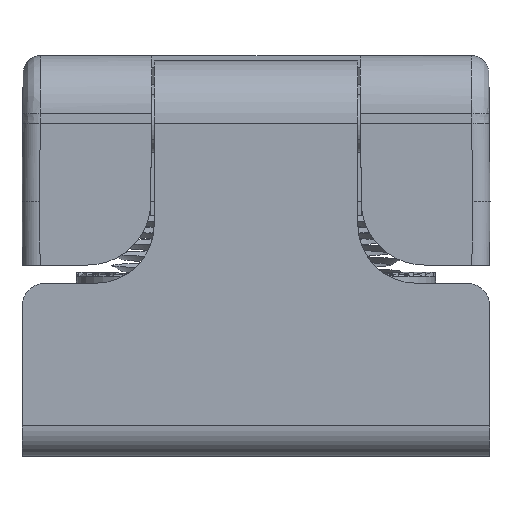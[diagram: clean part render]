
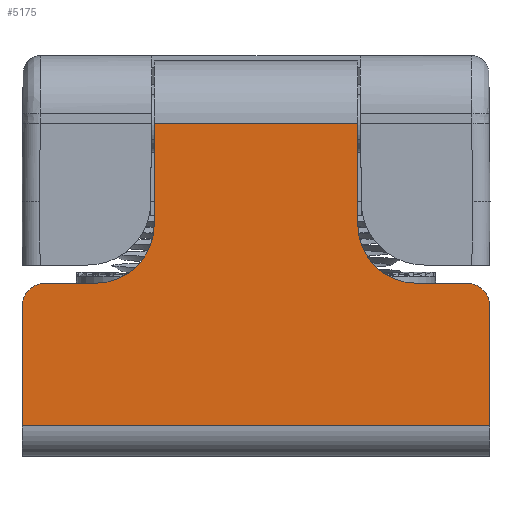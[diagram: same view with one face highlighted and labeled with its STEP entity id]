
A CAD part, left-side view. The second image highlights one B-rep face of the part: STEP entity #5175.
In plain terms, the highlighted planar face has unit normal (-1, 0, 0).
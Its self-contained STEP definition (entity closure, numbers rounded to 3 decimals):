
#23 = ORIENTED_EDGE ( 'NONE', *, *, #12742, .T. ) ;
#99 = ORIENTED_EDGE ( 'NONE', *, *, #3343, .F. ) ;
#105 = CIRCLE ( 'NONE', #4633, 2. ) ;
#142 = DIRECTION ( 'NONE',  ( 0., 0., 1. ) ) ;
#162 = EDGE_CURVE ( 'NONE', #8304, #10631, #11704, .T. ) ;
#163 = CARTESIAN_POINT ( 'NONE',  ( 19.7, -20., -6.95 ) ) ;
#289 = DIRECTION ( 'NONE',  ( 0., 1., 0. ) ) ;
#306 = VERTEX_POINT ( 'NONE', #12643 ) ;
#586 = DIRECTION ( 'NONE',  ( 0., 0., 1. ) ) ;
#615 = CIRCLE ( 'NONE', #8829, 5. ) ;
#625 = DIRECTION ( 'NONE',  ( 0., 0., 1. ) ) ;
#665 = CARTESIAN_POINT ( 'NONE',  ( 19.7, 13.7, -1.95 ) ) ;
#723 = CARTESIAN_POINT ( 'NONE',  ( 19.7, 18., -8.95 ) ) ;
#939 = AXIS2_PLACEMENT_3D ( 'NONE', #3856, #6797, #12683 ) ;
#980 = CARTESIAN_POINT ( 'NONE',  ( 19.7, 8.7, -1.95 ) ) ;
#990 = CARTESIAN_POINT ( 'NONE',  ( 19.7, -18., -6.95 ) ) ;
#1135 = ORIENTED_EDGE ( 'NONE', *, *, #162, .T. ) ;
#1187 = CARTESIAN_POINT ( 'NONE',  ( 19.7, -8.7, -20.95 ) ) ;
#1402 = VECTOR ( 'NONE', #289, 1000. ) ;
#1425 = LINE ( 'NONE', #7338, #5038 ) ;
#1475 = CARTESIAN_POINT ( 'NONE',  ( 19.7, -8.7, 6.7 ) ) ;
#1617 = CARTESIAN_POINT ( 'NONE',  ( 19.7, 13.7, -6.95 ) ) ;
#1774 = CARTESIAN_POINT ( 'NONE',  ( 19.7, 20., -8.95 ) ) ;
#1956 = CARTESIAN_POINT ( 'NONE',  ( 19.7, -20., -19.15 ) ) ;
#2020 = DIRECTION ( 'NONE',  ( 0., 0., 1. ) ) ;
#2260 = EDGE_CURVE ( 'NONE', #10631, #2541, #11881, .T. ) ;
#2359 = CARTESIAN_POINT ( 'NONE',  ( 19.7, 20., -20.95 ) ) ;
#2540 = CARTESIAN_POINT ( 'NONE',  ( 19.7, -20., -6.95 ) ) ;
#2541 = VERTEX_POINT ( 'NONE', #10643 ) ;
#2988 = VECTOR ( 'NONE', #3450, 1000. ) ;
#3047 = EDGE_CURVE ( 'NONE', #10396, #306, #4411, .T. ) ;
#3280 = VECTOR ( 'NONE', #2020, 1000. ) ;
#3343 = EDGE_CURVE ( 'NONE', #12638, #11883, #8954, .T. ) ;
#3378 = AXIS2_PLACEMENT_3D ( 'NONE', #8028, #11240, #625 ) ;
#3450 = DIRECTION ( 'NONE',  ( 0., 0., -1. ) ) ;
#3489 = DIRECTION ( 'NONE',  ( 0., 0., -1. ) ) ;
#3526 = VERTEX_POINT ( 'NONE', #1774 ) ;
#3755 = ORIENTED_EDGE ( 'NONE', *, *, #2260, .T. ) ;
#3856 = CARTESIAN_POINT ( 'NONE',  ( 19.7, -20., -20.95 ) ) ;
#4019 = DIRECTION ( 'NONE',  ( 0., 0., -1. ) ) ;
#4081 = CARTESIAN_POINT ( 'NONE',  ( 19.7, -13.7, -1.95 ) ) ;
#4143 = DIRECTION ( 'NONE',  ( 1., 0., 0. ) ) ;
#4411 = CIRCLE ( 'NONE', #3378, 2. ) ;
#4633 = AXIS2_PLACEMENT_3D ( 'NONE', #723, #10694, #10490 ) ;
#4683 = CARTESIAN_POINT ( 'NONE',  ( 19.7, -8.7, 6.7 ) ) ;
#4698 = VERTEX_POINT ( 'NONE', #12316 ) ;
#4873 = LINE ( 'NONE', #1187, #3280 ) ;
#4939 = DIRECTION ( 'NONE',  ( 0., 1., 0. ) ) ;
#5011 = FACE_OUTER_BOUND ( 'NONE', #6811, .T. ) ;
#5016 = DIRECTION ( 'NONE',  ( 0., 1., 0. ) ) ;
#5038 = VECTOR ( 'NONE', #586, 1000. ) ;
#5134 = ORIENTED_EDGE ( 'NONE', *, *, #5395, .F. ) ;
#5175 = ADVANCED_FACE ( 'NONE', ( #5011 ), #9770, .T. ) ;
#5395 = EDGE_CURVE ( 'NONE', #8304, #12638, #1425, .T. ) ;
#5630 = CARTESIAN_POINT ( 'NONE',  ( 19.7, 2.9, 6.7 ) ) ;
#5812 = ORIENTED_EDGE ( 'NONE', *, *, #10066, .F. ) ;
#5857 = VECTOR ( 'NONE', #5016, 1000. ) ;
#5923 = AXIS2_PLACEMENT_3D ( 'NONE', #665, #11282, #3489 ) ;
#6797 = DIRECTION ( 'NONE',  ( -1., 0., 0. ) ) ;
#6811 = EDGE_LOOP ( 'NONE', ( #9077, #5812, #9161, #9528, #8631, #9151, #23, #99, #5134, #1135, #3755, #9910 ) ) ;
#7338 = CARTESIAN_POINT ( 'NONE',  ( 19.7, 8.7, -2.45 ) ) ;
#7480 = VERTEX_POINT ( 'NONE', #1956 ) ;
#7595 = EDGE_CURVE ( 'NONE', #7480, #306, #9014, .T. ) ;
#7738 = CARTESIAN_POINT ( 'NONE',  ( 19.7, -13.7, -6.95 ) ) ;
#7866 = CARTESIAN_POINT ( 'NONE',  ( 19.7, -20., -20.95 ) ) ;
#7885 = CARTESIAN_POINT ( 'NONE',  ( 19.7, 8.7, 6.7 ) ) ;
#8028 = CARTESIAN_POINT ( 'NONE',  ( 19.7, -18., -8.95 ) ) ;
#8210 = LINE ( 'NONE', #2359, #2988 ) ;
#8271 = CARTESIAN_POINT ( 'NONE',  ( 19.7, -8.7, -1.95 ) ) ;
#8304 = VERTEX_POINT ( 'NONE', #980 ) ;
#8307 = EDGE_CURVE ( 'NONE', #3526, #2541, #105, .T. ) ;
#8367 = VERTEX_POINT ( 'NONE', #7738 ) ;
#8516 = CARTESIAN_POINT ( 'NONE',  ( 19.7, 8.7, 6.7 ) ) ;
#8631 = ORIENTED_EDGE ( 'NONE', *, *, #11701, .T. ) ;
#8829 = AXIS2_PLACEMENT_3D ( 'NONE', #4081, #4143, #4019 ) ;
#8954 = B_SPLINE_CURVE_WITH_KNOTS ( 'NONE', 3,
 ( #7885, #5630, #9560, #4683 ),
 .UNSPECIFIED., .F., .F.,
 ( 4, 4 ),
 ( 0., 1. ),
 .UNSPECIFIED. ) ;
#9014 = LINE ( 'NONE', #7866, #10573 ) ;
#9077 = ORIENTED_EDGE ( 'NONE', *, *, #10196, .T. ) ;
#9151 = ORIENTED_EDGE ( 'NONE', *, *, #12730, .T. ) ;
#9161 = ORIENTED_EDGE ( 'NONE', *, *, #7595, .T. ) ;
#9528 = ORIENTED_EDGE ( 'NONE', *, *, #3047, .F. ) ;
#9560 = CARTESIAN_POINT ( 'NONE',  ( 19.7, -2.9, 6.7 ) ) ;
#9770 = PLANE ( 'NONE',  #939 ) ;
#9910 = ORIENTED_EDGE ( 'NONE', *, *, #8307, .F. ) ;
#10066 = EDGE_CURVE ( 'NONE', #7480, #4698, #10920, .T. ) ;
#10196 = EDGE_CURVE ( 'NONE', #3526, #4698, #8210, .T. ) ;
#10396 = VERTEX_POINT ( 'NONE', #990 ) ;
#10490 = DIRECTION ( 'NONE',  ( 0., 0., -1. ) ) ;
#10573 = VECTOR ( 'NONE', #142, 1000. ) ;
#10631 = VERTEX_POINT ( 'NONE', #1617 ) ;
#10643 = CARTESIAN_POINT ( 'NONE',  ( 19.7, 18., -6.95 ) ) ;
#10694 = DIRECTION ( 'NONE',  ( 1., 0., 0. ) ) ;
#10752 = VECTOR ( 'NONE', #4939, 1000. ) ;
#10920 = LINE ( 'NONE', #11045, #5857 ) ;
#11045 = CARTESIAN_POINT ( 'NONE',  ( 19.7, -25.657, -19.15 ) ) ;
#11217 = VERTEX_POINT ( 'NONE', #8271 ) ;
#11240 = DIRECTION ( 'NONE',  ( 1., 0., 0. ) ) ;
#11282 = DIRECTION ( 'NONE',  ( 1., 0., 0. ) ) ;
#11348 = LINE ( 'NONE', #2540, #1402 ) ;
#11701 = EDGE_CURVE ( 'NONE', #10396, #8367, #11348, .T. ) ;
#11704 = CIRCLE ( 'NONE', #5923, 5. ) ;
#11881 = LINE ( 'NONE', #163, #10752 ) ;
#11883 = VERTEX_POINT ( 'NONE', #1475 ) ;
#12316 = CARTESIAN_POINT ( 'NONE',  ( 19.7, 20., -19.15 ) ) ;
#12638 = VERTEX_POINT ( 'NONE', #8516 ) ;
#12643 = CARTESIAN_POINT ( 'NONE',  ( 19.7, -20., -8.95 ) ) ;
#12683 = DIRECTION ( 'NONE',  ( 0., 0., 1. ) ) ;
#12730 = EDGE_CURVE ( 'NONE', #8367, #11217, #615, .T. ) ;
#12742 = EDGE_CURVE ( 'NONE', #11217, #11883, #4873, .T. ) ;
